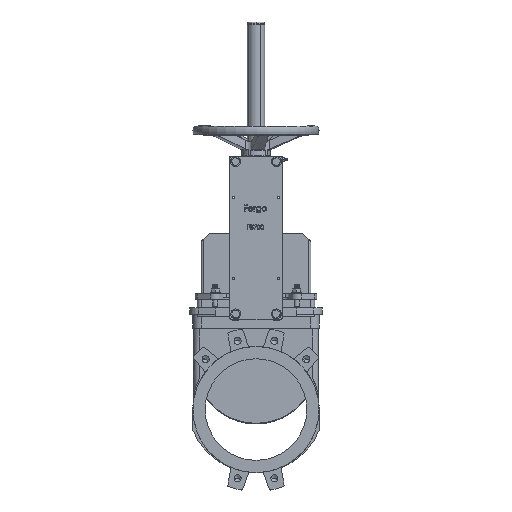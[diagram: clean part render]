
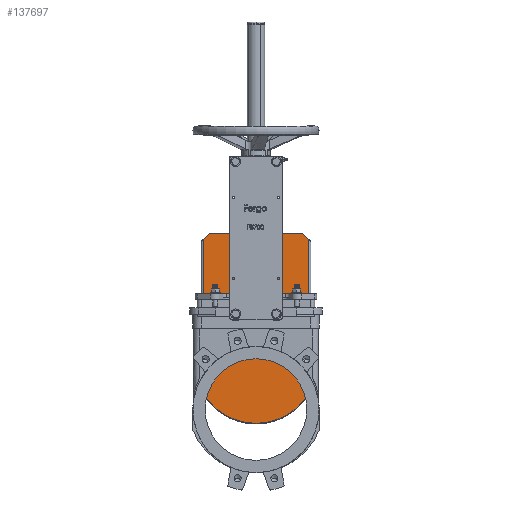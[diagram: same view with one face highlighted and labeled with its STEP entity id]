
A CAD part, top view. The second image highlights one B-rep face of the part: STEP entity #137697.
In plain terms, the highlighted planar face has unit normal (0, 0, 1).
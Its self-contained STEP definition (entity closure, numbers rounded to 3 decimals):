
#840 = EDGE_CURVE ( 'NONE', #75820, #80132, #98456, .T. ) ;
#1056 = EDGE_CURVE ( 'NONE', #121928, #123456, #80825, .T. ) ;
#3320 = DIRECTION ( 'NONE',  ( 0., 0., 1. ) ) ;
#3750 = CARTESIAN_POINT ( 'NONE',  ( 0., -33.934, 4. ) ) ;
#4868 = CARTESIAN_POINT ( 'NONE',  ( -115., 433.866, 4. ) ) ;
#5197 = CARTESIAN_POINT ( 'NONE',  ( 115., 433.866, 4. ) ) ;
#10962 = CARTESIAN_POINT ( 'NONE',  ( 115., 433.866, 4. ) ) ;
#12377 = VERTEX_POINT ( 'NONE', #79905 ) ;
#13221 = DIRECTION ( 'NONE',  ( 0., 1., 0. ) ) ;
#14940 = ORIENTED_EDGE ( 'NONE', *, *, #1056, .T. ) ;
#15298 = DIRECTION ( 'NONE',  ( 0., 1., 0. ) ) ;
#15457 = EDGE_CURVE ( 'NONE', #117308, #107676, #63213, .T. ) ;
#15846 = ORIENTED_EDGE ( 'NONE', *, *, #32180, .F. ) ;
#18834 = DIRECTION ( 'NONE',  ( 0., 0., 1. ) ) ;
#23975 = EDGE_CURVE ( 'NONE', #62172, #12377, #56519, .T. ) ;
#29087 = CARTESIAN_POINT ( 'NONE',  ( 115., 433.866, 4. ) ) ;
#31419 = CARTESIAN_POINT ( 'NONE',  ( 0., 403.866, 4. ) ) ;
#31533 = DIRECTION ( 'NONE',  ( -1., 0., 0. ) ) ;
#31707 = FACE_BOUND ( 'NONE', #106492, .T. ) ;
#32180 = EDGE_CURVE ( 'NONE', #122948, #85849, #78859, .T. ) ;
#32820 = DIRECTION ( 'NONE',  ( 0., 0., 1. ) ) ;
#33772 = CARTESIAN_POINT ( 'NONE',  ( 0., 407.866, 4. ) ) ;
#34281 = AXIS2_PLACEMENT_3D ( 'NONE', #118482, #87355, #76752 ) ;
#34305 = LINE ( 'NONE', #10962, #34374 ) ;
#34374 = VECTOR ( 'NONE', #31533, 1000. ) ;
#35819 = DIRECTION ( 'NONE',  ( 0., 1., 0. ) ) ;
#37495 = AXIS2_PLACEMENT_3D ( 'NONE', #83429, #127980, #61550 ) ;
#40890 = ORIENTED_EDGE ( 'NONE', *, *, #124863, .T. ) ;
#42763 = AXIS2_PLACEMENT_3D ( 'NONE', #56383, #3320, #13221 ) ;
#45847 = VERTEX_POINT ( 'NONE', #53626 ) ;
#47191 = CARTESIAN_POINT ( 'NONE',  ( 0., 417.866, 4. ) ) ;
#47800 = CIRCLE ( 'NONE', #34281, 150.8 ) ;
#48334 = DIRECTION ( 'NONE',  ( -0.707, 0.707, 0. ) ) ;
#49224 = LINE ( 'NONE', #135506, #128408 ) ;
#50781 = CARTESIAN_POINT ( 'NONE',  ( -115., 433.866, 4. ) ) ;
#53626 = CARTESIAN_POINT ( 'NONE',  ( -130., 40.442, 4. ) ) ;
#53629 = DIRECTION ( 'NONE',  ( 0., 0., 1. ) ) ;
#54540 = AXIS2_PLACEMENT_3D ( 'NONE', #81789, #18834, #102334 ) ;
#55458 = EDGE_CURVE ( 'NONE', #107676, #121928, #49224, .T. ) ;
#56383 = CARTESIAN_POINT ( 'NONE',  ( 0., 421.866, 4. ) ) ;
#56519 = LINE ( 'NONE', #4868, #69832 ) ;
#57995 = CIRCLE ( 'NONE', #80679, 4. ) ;
#59005 = ORIENTED_EDGE ( 'NONE', *, *, #840, .F. ) ;
#61550 = DIRECTION ( 'NONE',  ( 0., 1., 0. ) ) ;
#62172 = VERTEX_POINT ( 'NONE', #50781 ) ;
#62984 = CARTESIAN_POINT ( 'NONE',  ( 0., 425.866, 4. ) ) ;
#63213 = CIRCLE ( 'NONE', #133264, 150.8 ) ;
#66035 = DIRECTION ( 'NONE',  ( 0., 1., 0. ) ) ;
#67475 = ORIENTED_EDGE ( 'NONE', *, *, #23975, .T. ) ;
#67636 = CARTESIAN_POINT ( 'NONE',  ( 130., 418.866, 4. ) ) ;
#69832 = VECTOR ( 'NONE', #99656, 1000. ) ;
#74234 = CARTESIAN_POINT ( 'NONE',  ( 0., 399.866, 4. ) ) ;
#75820 = VERTEX_POINT ( 'NONE', #74234 ) ;
#76188 = PLANE ( 'NONE',  #90376 ) ;
#76509 = CARTESIAN_POINT ( 'NONE',  ( 130., 40.442, 4. ) ) ;
#76752 = DIRECTION ( 'NONE',  ( 0., 1., 0. ) ) ;
#78859 = CIRCLE ( 'NONE', #42763, 4. ) ;
#79905 = CARTESIAN_POINT ( 'NONE',  ( -130., 418.866, 4. ) ) ;
#80132 = VERTEX_POINT ( 'NONE', #33772 ) ;
#80276 = EDGE_LOOP ( 'NONE', ( #67475, #137401, #106439, #116270, #94714, #14940, #40890 ) ) ;
#80538 = CARTESIAN_POINT ( 'NONE',  ( -130., 49.668, 4. ) ) ;
#80679 = AXIS2_PLACEMENT_3D ( 'NONE', #31419, #32820, #66035 ) ;
#80825 = LINE ( 'NONE', #5197, #137003 ) ;
#81789 = CARTESIAN_POINT ( 'NONE',  ( 0., 421.866, 4. ) ) ;
#83429 = CARTESIAN_POINT ( 'NONE',  ( 0., 403.866, 4. ) ) ;
#84698 = FACE_OUTER_BOUND ( 'NONE', #80276, .T. ) ;
#85849 = VERTEX_POINT ( 'NONE', #47191 ) ;
#86797 = CARTESIAN_POINT ( 'NONE',  ( 0., 116.866, 4. ) ) ;
#87355 = DIRECTION ( 'NONE',  ( 0., 0., 1. ) ) ;
#88122 = DIRECTION ( 'NONE',  ( 0., 0., 1. ) ) ;
#90376 = AXIS2_PLACEMENT_3D ( 'NONE', #86797, #53629, #129945 ) ;
#91036 = EDGE_CURVE ( 'NONE', #45847, #117308, #47800, .T. ) ;
#94714 = ORIENTED_EDGE ( 'NONE', *, *, #55458, .T. ) ;
#94923 = VECTOR ( 'NONE', #123666, 1000. ) ;
#97440 = CIRCLE ( 'NONE', #54540, 4. ) ;
#98456 = CIRCLE ( 'NONE', #37495, 4. ) ;
#99656 = DIRECTION ( 'NONE',  ( -0.707, -0.707, 0. ) ) ;
#102334 = DIRECTION ( 'NONE',  ( 0., 1., 0. ) ) ;
#103159 = LINE ( 'NONE', #80538, #94923 ) ;
#104085 = EDGE_CURVE ( 'NONE', #85849, #122948, #97440, .T. ) ;
#106439 = ORIENTED_EDGE ( 'NONE', *, *, #91036, .T. ) ;
#106487 = ORIENTED_EDGE ( 'NONE', *, *, #104085, .F. ) ;
#106492 = EDGE_LOOP ( 'NONE', ( #15846, #106487 ) ) ;
#107676 = VERTEX_POINT ( 'NONE', #76509 ) ;
#116270 = ORIENTED_EDGE ( 'NONE', *, *, #15457, .T. ) ;
#117308 = VERTEX_POINT ( 'NONE', #3750 ) ;
#118482 = CARTESIAN_POINT ( 'NONE',  ( 0., 116.866, 4. ) ) ;
#121125 = EDGE_LOOP ( 'NONE', ( #132655, #59005 ) ) ;
#121928 = VERTEX_POINT ( 'NONE', #67636 ) ;
#122948 = VERTEX_POINT ( 'NONE', #62984 ) ;
#123456 = VERTEX_POINT ( 'NONE', #29087 ) ;
#123666 = DIRECTION ( 'NONE',  ( 0., -1., 0. ) ) ;
#124863 = EDGE_CURVE ( 'NONE', #123456, #62172, #34305, .T. ) ;
#127980 = DIRECTION ( 'NONE',  ( 0., 0., 1. ) ) ;
#128408 = VECTOR ( 'NONE', #15298, 1000. ) ;
#129263 = FACE_BOUND ( 'NONE', #121125, .T. ) ;
#129945 = DIRECTION ( 'NONE',  ( 0., 1., 0. ) ) ;
#132655 = ORIENTED_EDGE ( 'NONE', *, *, #133209, .F. ) ;
#132684 = CARTESIAN_POINT ( 'NONE',  ( 0., 116.866, 4. ) ) ;
#133209 = EDGE_CURVE ( 'NONE', #80132, #75820, #57995, .T. ) ;
#133264 = AXIS2_PLACEMENT_3D ( 'NONE', #132684, #88122, #35819 ) ;
#135506 = CARTESIAN_POINT ( 'NONE',  ( 130., 413.866, 4. ) ) ;
#137003 = VECTOR ( 'NONE', #48334, 1000. ) ;
#137401 = ORIENTED_EDGE ( 'NONE', *, *, #138204, .T. ) ;
#137697 = ADVANCED_FACE ( 'NONE', ( #31707, #129263, #84698 ), #76188, .T. ) ;
#138204 = EDGE_CURVE ( 'NONE', #12377, #45847, #103159, .T. ) ;
